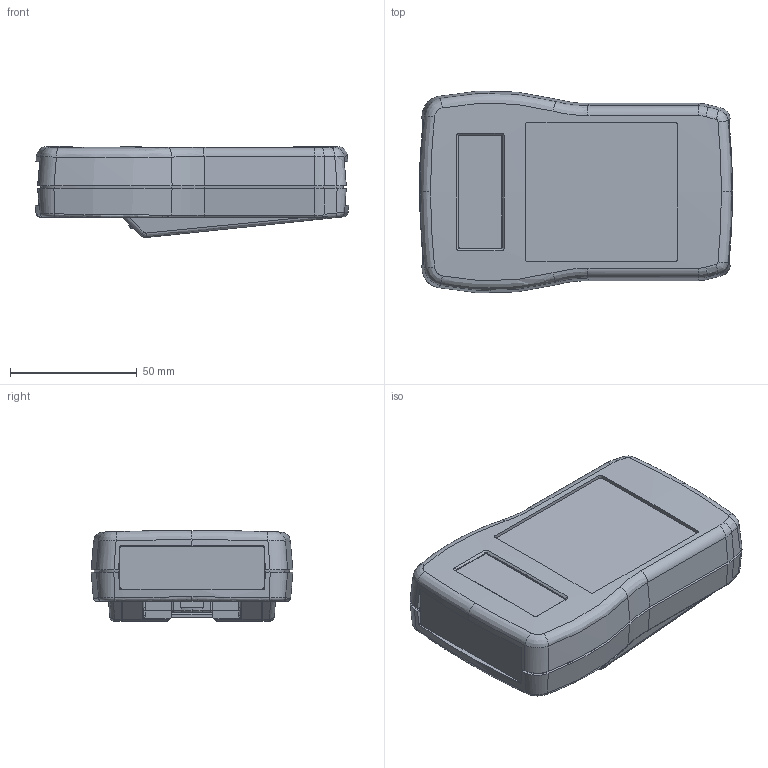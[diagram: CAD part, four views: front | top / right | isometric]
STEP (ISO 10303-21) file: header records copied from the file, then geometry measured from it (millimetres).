
FILE_DESCRIPTION (( 'STEP AP214' ), '1' );
FILE_NAME ('27010200.STEP', '2023-04-14T06:25:00', ( 'Ifina' ), ( 'Ifina' ), 'SwSTEP 2.0', 'SolidWorks 2020', '' );
FILE_SCHEMA (( 'AUTOMOTIVE_DESIGN' ));
Length unit declared in the file: millimetre
Products named in the file (7): 37008; 41079; 82344; 27010200; 41095_Rohteil; 41080; 38006
Assembly tree (7 placements, depth 2):
  27010200
    38006
    37008
    41079
    41095_Rohteil  x2
    41080
    82344
Bounding box: 123.81 x 79.7 x 35.97 mm (x, y, z)
Volume: 72205.1 mm3; surface area: 82892.2 mm2
Topology: 7 solids, 7 shells, 1079 faces, 3084 edges, 2022 vertices
Faces by surface type: plane 626, cylinder 226, bspline 179, cone 46, sphere 2
Entity records: 42258 total; most frequent: CARTESIAN_POINT 17300, ORIENTED_EDGE 6064, DIRECTION 3655, EDGE_CURVE 3032, VERTEX_POINT 1990, LINE 1529, VECTOR 1529, B_SPLINE_CURVE_WITH_KNOTS 1235
